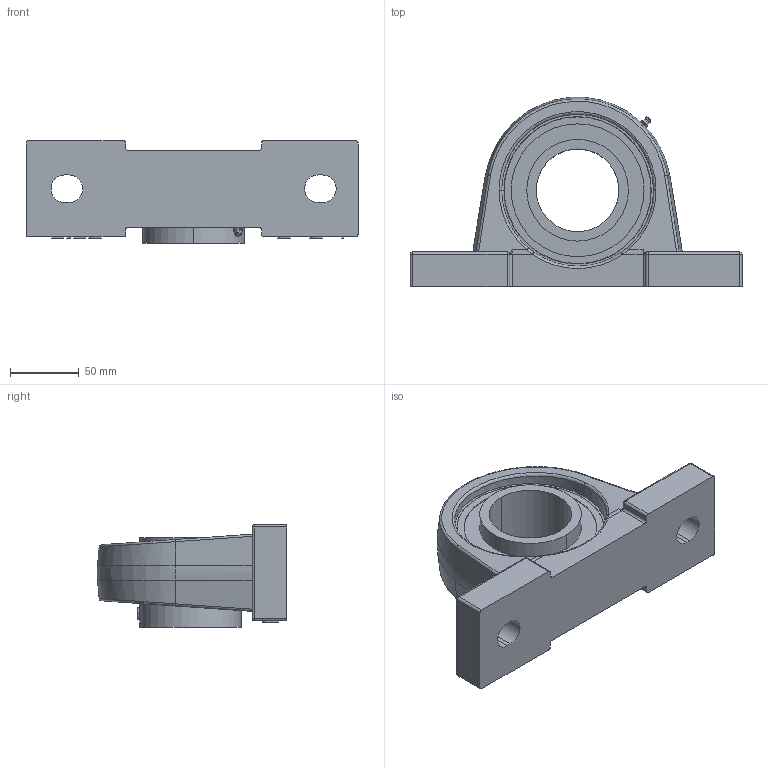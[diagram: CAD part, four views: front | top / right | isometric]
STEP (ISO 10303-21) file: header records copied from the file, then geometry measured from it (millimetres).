
FILE_DESCRIPTION((''),'2;1');
FILE_NAME('UCP212ISB','2017-05-18T08:57:40',('giuseppe.caruso'),(''),'CREO PARAMETRIC BY PTC INC, 2016390','CREO PARAMETRIC BY PTC INC, 2016390','');
FILE_SCHEMA(('CONFIG_CONTROL_DESIGN'));
Length unit declared in the file: millimetre
Products named in the file (1): UCP212ISB
Bounding box: 241 x 137.21 x 74.7 mm (x, y, z)
Volume: 734214.6 mm3; surface area: 172511.5 mm2
Topology: 27 solids, 30 shells, 736 faces, 1928 edges, 1240 vertices
Faces by surface type: plane 517, cylinder 96, sphere 72, cone 24, torus 14, bspline 13
Entity records: 23339 total; most frequent: CARTESIAN_POINT 5229, ORIENTED_EDGE 3762, DIRECTION 3618, EDGE_CURVE 1888, VECTOR 1454, LINE 1454, VERTEX_POINT 1240, AXIS2_PLACEMENT_3D 1082
